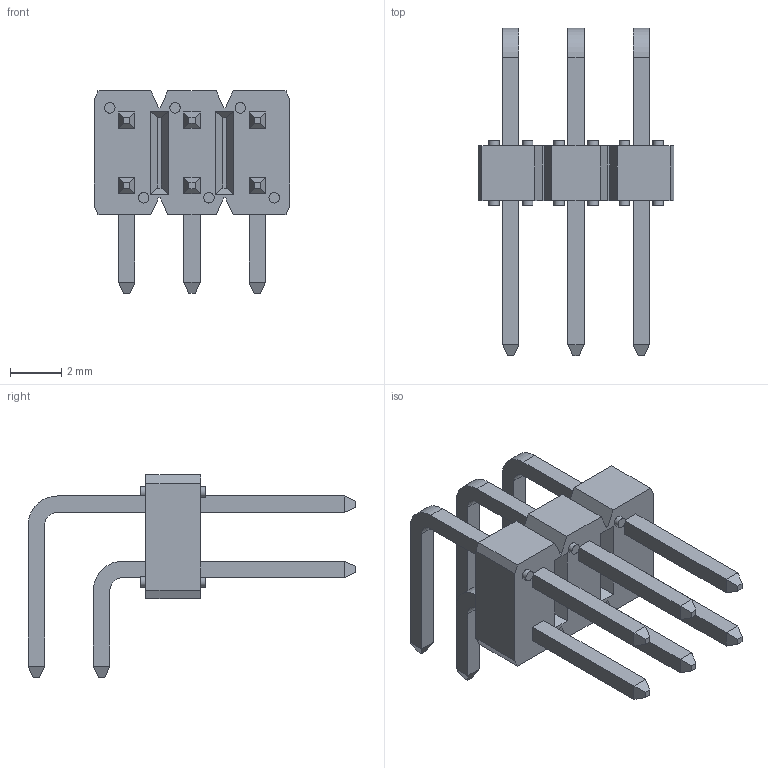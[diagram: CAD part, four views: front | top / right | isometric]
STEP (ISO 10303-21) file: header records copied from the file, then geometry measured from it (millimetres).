
FILE_DESCRIPTION(/* description */ (''),/* implementation_level */ '2;1');
FILE_NAME(/* name */ 'Amphenol 10129382-906001BLF.step',/* time_stamp */ '2026-02-24T20:30:37Z',/* author */ (''),/* organization */ (''),/* preprocessor_version */ 'ST-DEVELOPER v20.1',/* originating_system */ 'Autodesk Translation Framework v14.24.0.0',/* authorisation */ '');
FILE_SCHEMA (('AUTOMOTIVE_DESIGN { 1 0 10303 214 3 1 1 }'));
Length unit declared in the file: millimetre
Products named in the file (1): MSBR-1
Bounding box: 7.62 x 12.76 x 7.88 mm (x, y, z)
Volume: 108.2 mm3; surface area: 350.9 mm2
Topology: 1 solids, 1 shells, 202 faces, 468 edges, 296 vertices
Faces by surface type: plane 178, cylinder 24
Full cylindrical faces by diameter (mm): 0.41 x12
Entity records: 5775 total; most frequent: CARTESIAN_POINT 967, ORIENTED_EDGE 936, DIRECTION 922, EDGE_CURVE 468, LINE 420, VECTOR 420, VERTEX_POINT 296, AXIS2_PLACEMENT_3D 251
